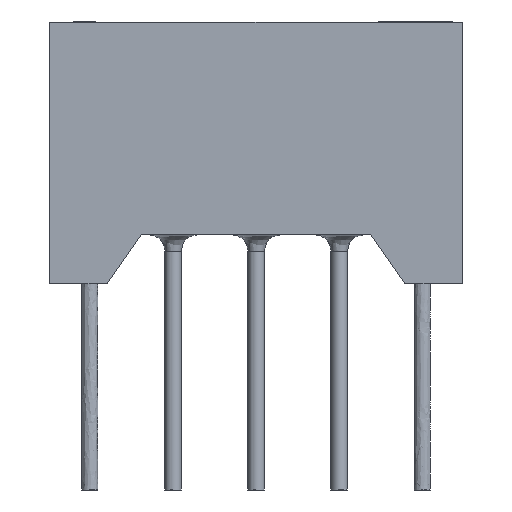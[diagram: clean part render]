
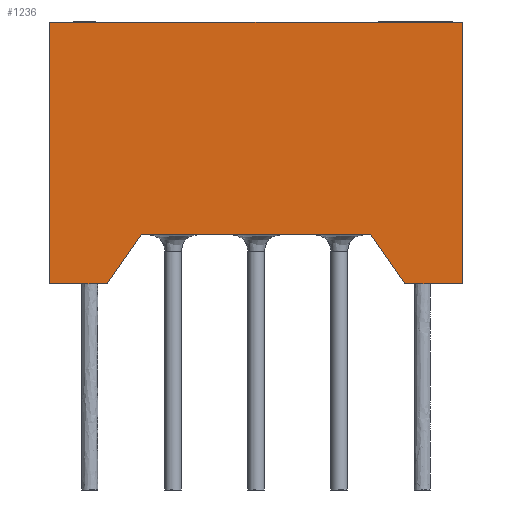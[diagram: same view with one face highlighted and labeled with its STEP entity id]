
A CAD part, front view. The second image highlights one B-rep face of the part: STEP entity #1236.
In plain terms, the highlighted free-form (B-spline) face has degree [1, 1] with [2, 2] control points.
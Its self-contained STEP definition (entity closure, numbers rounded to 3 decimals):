
#21 = EDGE_CURVE('',#22,#24,#26,.T.);
#22 = VERTEX_POINT('',#23);
#23 = CARTESIAN_POINT('',(-6.23,-9.394,7.911
    ));
#24 = VERTEX_POINT('',#25);
#25 = CARTESIAN_POINT('',(6.23,-9.394,7.911)
  );
#26 = B_SPLINE_CURVE_WITH_KNOTS('',1,(#27,#28),.UNSPECIFIED.,.F.,.F.,(2,
    2),(0.,12.6),.PIECEWISE_BEZIER_KNOTS.);
#27 = CARTESIAN_POINT('',(-6.23,-9.394,7.911
    ));
#28 = CARTESIAN_POINT('',(6.23,-9.394,7.911)
  );
#1236 = ADVANCED_FACE('',(#1237),#1287,.T.);
#1237 = FACE_BOUND('',#1238,.T.);
#1238 = EDGE_LOOP('',(#1239,#1248,#1255,#1262,#1267,#1268,#1275,#1282));
#1239 = ORIENTED_EDGE('',*,*,#1240,.F.);
#1240 = EDGE_CURVE('',#1241,#1243,#1245,.T.);
#1241 = VERTEX_POINT('',#1242);
#1242 = CARTESIAN_POINT('',(3.461,-9.394,
    1.483));
#1243 = VERTEX_POINT('',#1244);
#1244 = CARTESIAN_POINT('',(-3.461,-9.394,
    1.483));
#1245 = B_SPLINE_CURVE_WITH_KNOTS('',1,(#1246,#1247),.UNSPECIFIED.,.F.,
  .F.,(2,2),(0.,6.999),
  .PIECEWISE_BEZIER_KNOTS.);
#1246 = CARTESIAN_POINT('',(3.461,-9.394,
    1.483));
#1247 = CARTESIAN_POINT('',(-3.461,-9.394,
    1.483));
#1248 = ORIENTED_EDGE('',*,*,#1249,.F.);
#1249 = EDGE_CURVE('',#1250,#1241,#1252,.T.);
#1250 = VERTEX_POINT('',#1251);
#1251 = CARTESIAN_POINT('',(4.499,-9.394,0.));
#1252 = B_SPLINE_CURVE_WITH_KNOTS('',1,(#1253,#1254),.UNSPECIFIED.,.F.,
  .F.,(2,2),(0.,1.831),
  .PIECEWISE_BEZIER_KNOTS.);
#1253 = CARTESIAN_POINT('',(4.499,-9.394,
    0.));
#1254 = CARTESIAN_POINT('',(3.461,-9.394,
    1.483));
#1255 = ORIENTED_EDGE('',*,*,#1256,.T.);
#1256 = EDGE_CURVE('',#1250,#1257,#1259,.T.);
#1257 = VERTEX_POINT('',#1258);
#1258 = CARTESIAN_POINT('',(6.23,-9.394,0.));
#1259 = B_SPLINE_CURVE_WITH_KNOTS('',1,(#1260,#1261),.UNSPECIFIED.,.F.,
  .F.,(2,2),(0.,1.75),.PIECEWISE_BEZIER_KNOTS.);
#1260 = CARTESIAN_POINT('',(4.499,-9.394,0.));
#1261 = CARTESIAN_POINT('',(6.23,-9.394,0.));
#1262 = ORIENTED_EDGE('',*,*,#1263,.T.);
#1263 = EDGE_CURVE('',#1257,#24,#1264,.T.);
#1264 = B_SPLINE_CURVE_WITH_KNOTS('',1,(#1265,#1266),.UNSPECIFIED.,.F.,
  .F.,(2,2),(0.,8.),.PIECEWISE_BEZIER_KNOTS.);
#1265 = CARTESIAN_POINT('',(6.23,-9.394,0.));
#1266 = CARTESIAN_POINT('',(6.23,-9.394,
    7.911));
#1267 = ORIENTED_EDGE('',*,*,#21,.F.);
#1268 = ORIENTED_EDGE('',*,*,#1269,.F.);
#1269 = EDGE_CURVE('',#1270,#22,#1272,.T.);
#1270 = VERTEX_POINT('',#1271);
#1271 = CARTESIAN_POINT('',(-6.23,-9.394,0.));
#1272 = B_SPLINE_CURVE_WITH_KNOTS('',1,(#1273,#1274),.UNSPECIFIED.,.F.,
  .F.,(2,2),(0.,8.),.PIECEWISE_BEZIER_KNOTS.);
#1273 = CARTESIAN_POINT('',(-6.23,-9.394,0.));
#1274 = CARTESIAN_POINT('',(-6.23,-9.394,
    7.911));
#1275 = ORIENTED_EDGE('',*,*,#1276,.T.);
#1276 = EDGE_CURVE('',#1270,#1277,#1279,.T.);
#1277 = VERTEX_POINT('',#1278);
#1278 = CARTESIAN_POINT('',(-4.499,-9.394,0.));
#1279 = B_SPLINE_CURVE_WITH_KNOTS('',1,(#1280,#1281),.UNSPECIFIED.,.F.,
  .F.,(2,2),(0.,1.75),.PIECEWISE_BEZIER_KNOTS.);
#1280 = CARTESIAN_POINT('',(-6.23,-9.394,0.));
#1281 = CARTESIAN_POINT('',(-4.499,-9.394,0.));
#1282 = ORIENTED_EDGE('',*,*,#1283,.F.);
#1283 = EDGE_CURVE('',#1243,#1277,#1284,.T.);
#1284 = B_SPLINE_CURVE_WITH_KNOTS('',1,(#1285,#1286),.UNSPECIFIED.,.F.,
  .F.,(2,2),(0.,1.831),.PIECEWISE_BEZIER_KNOTS.);
#1285 = CARTESIAN_POINT('',(-3.461,-9.394,
    1.483));
#1286 = CARTESIAN_POINT('',(-4.499,-9.394,
    0.));
#1287 = B_SPLINE_SURFACE_WITH_KNOTS('',1,1,(
    (#1288,#1289)
    ,(#1290,#1291
    )),.UNSPECIFIED.,.F.,.F.,.F.,(2,2),(2,2),(0.,12.6),(0.,8.),
  .PIECEWISE_BEZIER_KNOTS.);
#1288 = CARTESIAN_POINT('',(-6.23,-9.394,0.));
#1289 = CARTESIAN_POINT('',(-6.23,-9.394,
    7.911));
#1290 = CARTESIAN_POINT('',(6.23,-9.394,0.));
#1291 = CARTESIAN_POINT('',(6.23,-9.394,
    7.911));
